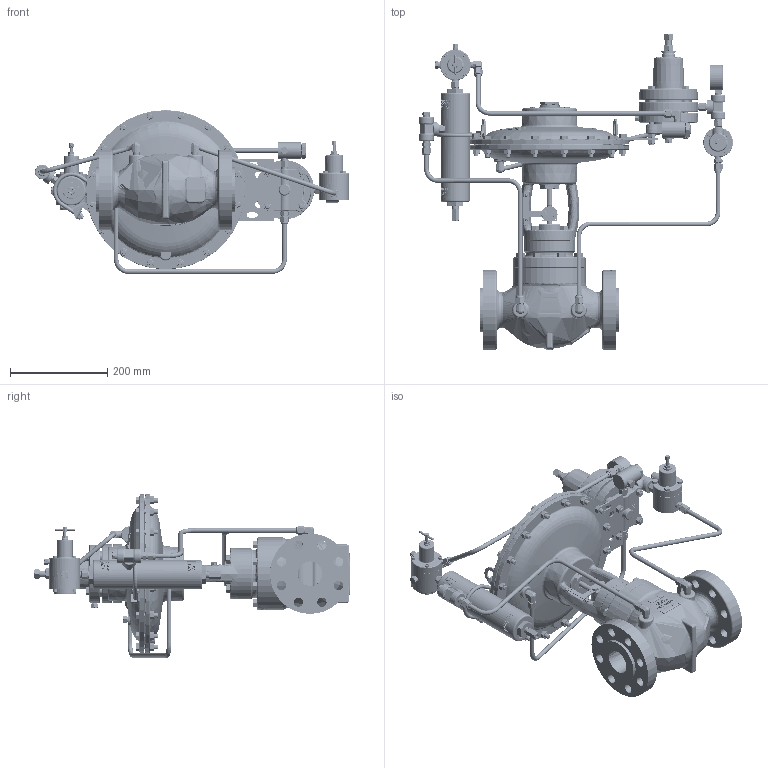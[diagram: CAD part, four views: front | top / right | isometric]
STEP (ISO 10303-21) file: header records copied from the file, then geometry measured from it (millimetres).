
FILE_DESCRIPTION (( 'STEP AP203' ), '1' );
FILE_NAME ('2 INCH HPCV PB PO HPPR_defeature.STEP', '2019-01-08T19:28:56', ( '' ), ( '' ), 'SwSTEP 2.0', 'SolidWorks 2018', '' );
FILE_SCHEMA (( 'CONFIG_CONTROL_DESIGN' ));
Length unit declared in the file: inch
Products named in the file (1): 2 INCH HPCV PB PO HPPR_defeature
Bounding box: 646.25 x 651.29 x 336.73 mm (x, y, z)
Volume: 7741240.8 mm3; surface area: 1529387.5 mm2
Topology: 5 solids, 5 shells, 10566 faces, 26942 edges, 16939 vertices
Faces by surface type: plane 4314, bspline 2472, cylinder 1741, cone 1424, torus 470, sphere 145
Entity records: 656153 total; most frequent: CARTESIAN_POINT 421443, ORIENTED_EDGE 53482, DIRECTION 41236, EDGE_CURVE 26741, VERTEX_POINT 16935, AXIS2_PLACEMENT_3D 15054, EDGE_LOOP 11598, LINE 11128
